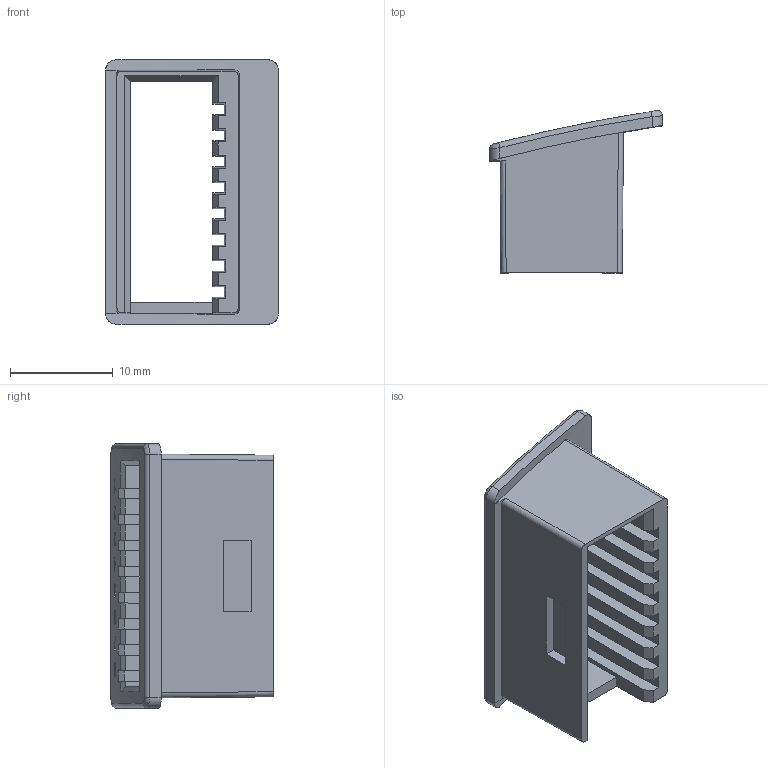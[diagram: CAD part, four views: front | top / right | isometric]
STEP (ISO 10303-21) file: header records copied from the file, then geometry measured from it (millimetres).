
FILE_DESCRIPTION(/* description */ (''),/* implementation_level */ '2;1');
FILE_NAME(/* name */ 'Cover C.ipt.step',/* time_stamp */ '2020-04-16T23:13:17-04:00',/* author */ ('Jordan'),/* organization */ (''),/* preprocessor_version */ 'ST-DEVELOPER v17',/* originating_system */ 'Autodesk Inventor 2019',/* authorisation */ '');
FILE_SCHEMA (('AUTOMOTIVE_DESIGN { 1 0 10303 214 3 1 1 }'));
Length unit declared in the file: inch
Products named in the file (1): Cover C
Bounding box: 16.8 x 15.79 x 25.72 mm (x, y, z)
Volume: 1534.9 mm3; surface area: 2551 mm2
Topology: 1 solids, 1 shells, 228 faces, 616 edges, 404 vertices
Faces by surface type: plane 143, bspline 59, cylinder 24, cone 2
Entity records: 10473 total; most frequent: CARTESIAN_POINT 4907, ORIENTED_EDGE 1232, DIRECTION 924, EDGE_CURVE 616, VERTEX_POINT 404, LINE 396, VECTOR 396, AXIS2_PLACEMENT_3D 264
